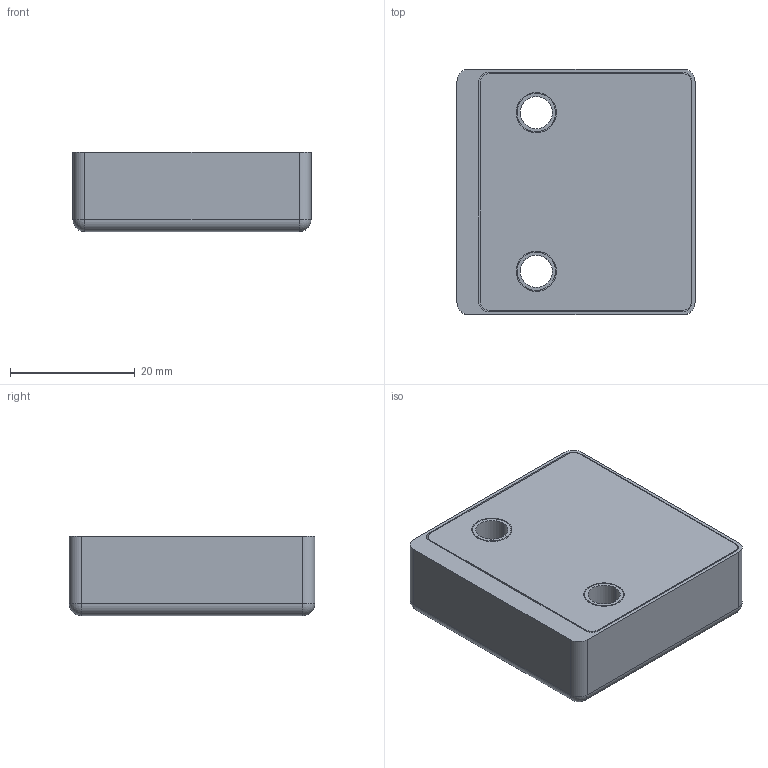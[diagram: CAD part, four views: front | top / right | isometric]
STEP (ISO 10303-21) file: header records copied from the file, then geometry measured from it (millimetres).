
FILE_DESCRIPTION((''),'2;1');
FILE_NAME('URSCHEL_ASM_ASM','2020-01-23T10:30:35',('jmattern'),(''),'CREO PARAMETRIC BY PTC INC, 2019292','CREO PARAMETRIC BY PTC INC, 2019292','');
FILE_SCHEMA(('CONFIG_CONTROL_DESIGN'));
Products named in the file (3): 104-4331; 1044369; URSCHEL_ASM_ASM
Assembly tree (2 placements, depth 2):
  URSCHEL_ASM_ASM
    104-4331
    1044369
Bounding box: 38.1 x 39.29 x 12.7 mm (x, y, z)
Volume: 18296.8 mm3; surface area: 7904.7 mm2
Topology: 2 solids, 2 shells, 51 faces, 128 edges, 84 vertices
Faces by surface type: cylinder 28, plane 19, sphere 4
Entity records: 1660 total; most frequent: DIRECTION 304, CARTESIAN_POINT 268, ORIENTED_EDGE 256, EDGE_CURVE 128, AXIS2_PLACEMENT_3D 120, VERTEX_POINT 84, VECTOR 64, LINE 64
